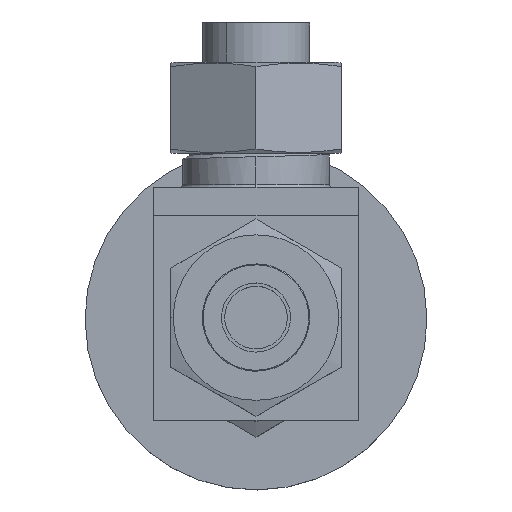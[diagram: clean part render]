
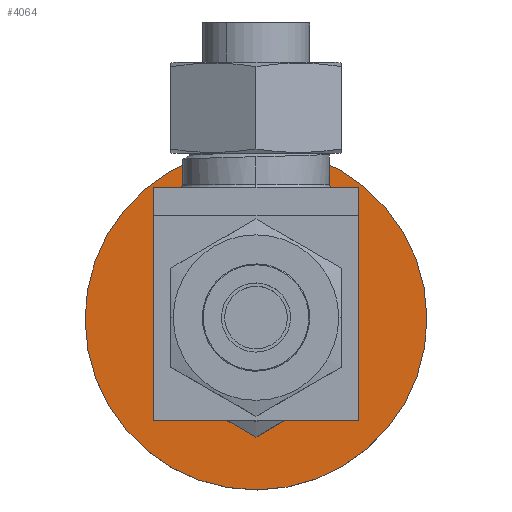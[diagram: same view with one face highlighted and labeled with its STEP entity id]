
A CAD part, top view. The second image highlights one B-rep face of the part: STEP entity #4064.
In plain terms, the highlighted planar face has unit normal (0, 0, 1).
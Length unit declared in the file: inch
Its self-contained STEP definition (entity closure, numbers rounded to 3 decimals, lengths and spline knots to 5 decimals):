
#1619 = EDGE_LOOP ( 'NONE', ( #14043, #9358 ) ) ;
#1625 = VERTEX_POINT ( 'NONE', #4134 ) ;
#2195 = CARTESIAN_POINT ( 'NONE',  ( 0.07631, 0.22154, -3.43824 ) ) ;
#2530 = AXIS2_PLACEMENT_3D ( 'NONE', #12095, #4438, #13376 ) ;
#2823 = FACE_OUTER_BOUND ( 'NONE', #1619, .T. ) ;
#2907 = DIRECTION ( 'NONE',  ( 0., 0., 1. ) ) ;
#3231 = EDGE_CURVE ( 'Defeatured_0_111+Defeatured_0_109+Defeatured_0_109+Defeatured_0_109', #1625, #11801, #6427, .T. ) ;
#3654 = DIRECTION ( 'NONE',  ( 0., 0., 1. ) ) ;
#3826 = CARTESIAN_POINT ( 'NONE',  ( 0.07228, 0.72152, -3.43824 ) ) ;
#3836 = ORIENTED_EDGE ( 'NONE', *, *, #13344, .F. ) ;
#4064 = ADVANCED_FACE ( 'Defeatured_0_111', ( #15623, #2823 ), #4135, .T. ) ;
#4134 = CARTESIAN_POINT ( 'NONE',  ( 0.0647, 1.66149, -3.43824 ) ) ;
#4135 = PLANE ( 'NONE',  #8174 ) ;
#4438 = DIRECTION ( 'NONE',  ( 0., 0., 1. ) ) ;
#4825 = CIRCLE ( 'NONE', #14475, 0.5 ) ;
#5109 = DIRECTION ( 'NONE',  ( -0.008, 1., 0. ) ) ;
#5899 = CARTESIAN_POINT ( 'NONE',  ( 0.06825, 1.2215, -3.43824 ) ) ;
#6427 = CIRCLE ( 'NONE', #2530, 0.94 ) ;
#6933 = CARTESIAN_POINT ( 'NONE',  ( 0.07228, 0.72152, -3.43824 ) ) ;
#7608 = EDGE_LOOP ( 'NONE', ( #8150, #3836 ) ) ;
#8150 = ORIENTED_EDGE ( 'NONE', *, *, #13562, .F. ) ;
#8174 = AXIS2_PLACEMENT_3D ( 'NONE', #10553, #2907, #11848 ) ;
#8208 = DIRECTION ( 'NONE',  ( -0.008, 1., 0. ) ) ;
#8831 = CARTESIAN_POINT ( 'NONE',  ( 0.07986, -0.21845, -3.43824 ) ) ;
#9358 = ORIENTED_EDGE ( 'NONE', *, *, #3231, .T. ) ;
#10026 = EDGE_CURVE ( 'Defeatured_0_111+Defeatured_0_109+Defeatured_0_109+Defeatured_0_109', #11801, #1625, #13938, .T. ) ;
#10167 = AXIS2_PLACEMENT_3D ( 'NONE', #11311, #3654, #12612 ) ;
#10553 = CARTESIAN_POINT ( 'NONE',  ( 0.07228, 0.72152, -3.43824 ) ) ;
#11311 = CARTESIAN_POINT ( 'NONE',  ( 0.07228, 0.72152, -3.43824 ) ) ;
#11801 = VERTEX_POINT ( 'NONE', #8831 ) ;
#11848 = DIRECTION ( 'NONE',  ( -0.008, 1., 0. ) ) ;
#12095 = CARTESIAN_POINT ( 'NONE',  ( 0.07228, 0.72152, -3.43824 ) ) ;
#12612 = DIRECTION ( 'NONE',  ( -0.008, 1., 0. ) ) ;
#12632 = AXIS2_PLACEMENT_3D ( 'NONE', #6933, #15886, #8208 ) ;
#12771 = DIRECTION ( 'NONE',  ( 0., 0., 1. ) ) ;
#13182 = VERTEX_POINT ( 'NONE', #5899 ) ;
#13344 = EDGE_CURVE ( 'Defeatured_0_106+Defeatured_0_111+Defeatured_0_111+Defeatured_0_111', #14382, #13182, #15446, .T. ) ;
#13376 = DIRECTION ( 'NONE',  ( -0.008, 1., 0. ) ) ;
#13562 = EDGE_CURVE ( 'Defeatured_0_106+Defeatured_0_111+Defeatured_0_111+Defeatured_0_111', #13182, #14382, #4825, .T. ) ;
#13938 = CIRCLE ( 'NONE', #12632, 0.94 ) ;
#14043 = ORIENTED_EDGE ( 'NONE', *, *, #10026, .T. ) ;
#14382 = VERTEX_POINT ( 'NONE', #2195 ) ;
#14475 = AXIS2_PLACEMENT_3D ( 'NONE', #3826, #12771, #5109 ) ;
#15446 = CIRCLE ( 'NONE', #10167, 0.5 ) ;
#15623 = FACE_BOUND ( 'NONE', #7608, .T. ) ;
#15886 = DIRECTION ( 'NONE',  ( 0., 0., 1. ) ) ;
